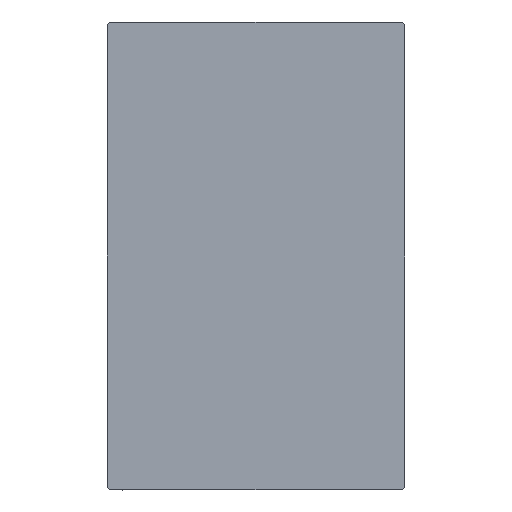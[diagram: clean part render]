
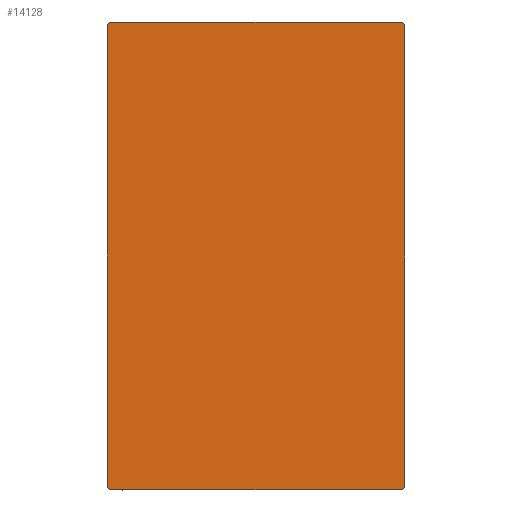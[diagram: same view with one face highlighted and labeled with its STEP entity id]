
A CAD part, left-side view. The second image highlights one B-rep face of the part: STEP entity #14128.
In plain terms, the highlighted face is planar.
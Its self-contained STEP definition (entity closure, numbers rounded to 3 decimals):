
#191 = ORIENTED_EDGE ( 'NONE', *, *, #2643, .T. ) ;
#976 = EDGE_CURVE ( 'NONE', #13221, #19724, #28719, .T. ) ;
#1661 = VERTEX_POINT ( 'NONE', #21317 ) ;
#2643 = EDGE_CURVE ( 'NONE', #1661, #13233, #18127, .T. ) ;
#2740 = DIRECTION ( 'NONE',  ( 0., 0., -1. ) ) ;
#2919 = DIRECTION ( 'NONE',  ( 0., 1., 0. ) ) ;
#3693 = VECTOR ( 'NONE', #10869, 1000. ) ;
#3752 = CARTESIAN_POINT ( 'NONE',  ( 96., -17.5, -27.2 ) ) ;
#4463 = LINE ( 'NONE', #25199, #15694 ) ;
#5244 = EDGE_CURVE ( 'NONE', #27891, #32708, #20446, .T. ) ;
#5798 = EDGE_LOOP ( 'NONE', ( #8709, #11953, #37212, #34913, #191, #38235, #20346, #32793 ) ) ;
#6962 = LINE ( 'NONE', #37072, #3693 ) ;
#8709 = ORIENTED_EDGE ( 'NONE', *, *, #5244, .T. ) ;
#9679 = PLANE ( 'NONE',  #17739 ) ;
#10557 = CARTESIAN_POINT ( 'NONE',  ( 96., -17.5, 27.2 ) ) ;
#10793 = DIRECTION ( 'NONE',  ( 0., -1., 0. ) ) ;
#10869 = DIRECTION ( 'NONE',  ( 0., -0.707, 0.707 ) ) ;
#11856 = CARTESIAN_POINT ( 'NONE',  ( 96., -17.5, 27.5 ) ) ;
#11953 = ORIENTED_EDGE ( 'NONE', *, *, #15760, .T. ) ;
#13221 = VERTEX_POINT ( 'NONE', #10557 ) ;
#13233 = VERTEX_POINT ( 'NONE', #36980 ) ;
#14128 = ADVANCED_FACE ( 'NONE', ( #22216 ), #9679, .T. ) ;
#14220 = CARTESIAN_POINT ( 'NONE',  ( 96., 17.2, -27.5 ) ) ;
#15694 = VECTOR ( 'NONE', #37794, 1000. ) ;
#15760 = EDGE_CURVE ( 'NONE', #32708, #28774, #4463, .T. ) ;
#17449 = CARTESIAN_POINT ( 'NONE',  ( 96., -22.35, 22.35 ) ) ;
#17739 = AXIS2_PLACEMENT_3D ( 'NONE', #38903, #22011, #2740 ) ;
#18127 = LINE ( 'NONE', #40462, #28470 ) ;
#18177 = EDGE_CURVE ( 'NONE', #29613, #1661, #6962, .T. ) ;
#19543 = CARTESIAN_POINT ( 'NONE',  ( 96., 17.5, -27.5 ) ) ;
#19724 = VERTEX_POINT ( 'NONE', #3752 ) ;
#19763 = DIRECTION ( 'NONE',  ( 0., 0., 1. ) ) ;
#20346 = ORIENTED_EDGE ( 'NONE', *, *, #976, .T. ) ;
#20446 = LINE ( 'NONE', #36481, #41010 ) ;
#21259 = VECTOR ( 'NONE', #41912, 1000. ) ;
#21317 = CARTESIAN_POINT ( 'NONE',  ( 96., 17.2, 27.5 ) ) ;
#22011 = DIRECTION ( 'NONE',  ( 1., 0., 0. ) ) ;
#22216 = FACE_OUTER_BOUND ( 'NONE', #5798, .T. ) ;
#22738 = EDGE_CURVE ( 'NONE', #28774, #29613, #22988, .T. ) ;
#22748 = CARTESIAN_POINT ( 'NONE',  ( 96., 17.5, 27.2 ) ) ;
#22988 = LINE ( 'NONE', #19543, #29266 ) ;
#25199 = CARTESIAN_POINT ( 'NONE',  ( 96., 22.35, -22.35 ) ) ;
#25223 = LINE ( 'NONE', #28466, #21259 ) ;
#26876 = EDGE_CURVE ( 'NONE', #13233, #13221, #31496, .T. ) ;
#27891 = VERTEX_POINT ( 'NONE', #30126 ) ;
#28466 = CARTESIAN_POINT ( 'NONE',  ( 96., -22.35, -22.35 ) ) ;
#28470 = VECTOR ( 'NONE', #10793, 1000. ) ;
#28719 = LINE ( 'NONE', #11856, #30547 ) ;
#28774 = VERTEX_POINT ( 'NONE', #32707 ) ;
#29266 = VECTOR ( 'NONE', #19763, 1000. ) ;
#29613 = VERTEX_POINT ( 'NONE', #22748 ) ;
#30126 = CARTESIAN_POINT ( 'NONE',  ( 96., -17.2, -27.5 ) ) ;
#30547 = VECTOR ( 'NONE', #31546, 1000. ) ;
#31496 = LINE ( 'NONE', #17449, #36305 ) ;
#31546 = DIRECTION ( 'NONE',  ( 0., 0., -1. ) ) ;
#32707 = CARTESIAN_POINT ( 'NONE',  ( 96., 17.5, -27.2 ) ) ;
#32708 = VERTEX_POINT ( 'NONE', #14220 ) ;
#32793 = ORIENTED_EDGE ( 'NONE', *, *, #40154, .T. ) ;
#34548 = DIRECTION ( 'NONE',  ( 0., -0.707, -0.707 ) ) ;
#34913 = ORIENTED_EDGE ( 'NONE', *, *, #18177, .T. ) ;
#36305 = VECTOR ( 'NONE', #34548, 1000. ) ;
#36481 = CARTESIAN_POINT ( 'NONE',  ( 96., -17.5, -27.5 ) ) ;
#36980 = CARTESIAN_POINT ( 'NONE',  ( 96., -17.2, 27.5 ) ) ;
#37072 = CARTESIAN_POINT ( 'NONE',  ( 96., 22.35, 22.35 ) ) ;
#37212 = ORIENTED_EDGE ( 'NONE', *, *, #22738, .T. ) ;
#37794 = DIRECTION ( 'NONE',  ( 0., 0.707, 0.707 ) ) ;
#38235 = ORIENTED_EDGE ( 'NONE', *, *, #26876, .T. ) ;
#38903 = CARTESIAN_POINT ( 'NONE',  ( 96., 0., 0. ) ) ;
#40154 = EDGE_CURVE ( 'NONE', #19724, #27891, #25223, .T. ) ;
#40462 = CARTESIAN_POINT ( 'NONE',  ( 96., 17.5, 27.5 ) ) ;
#41010 = VECTOR ( 'NONE', #2919, 1000. ) ;
#41912 = DIRECTION ( 'NONE',  ( 0., 0.707, -0.707 ) ) ;
